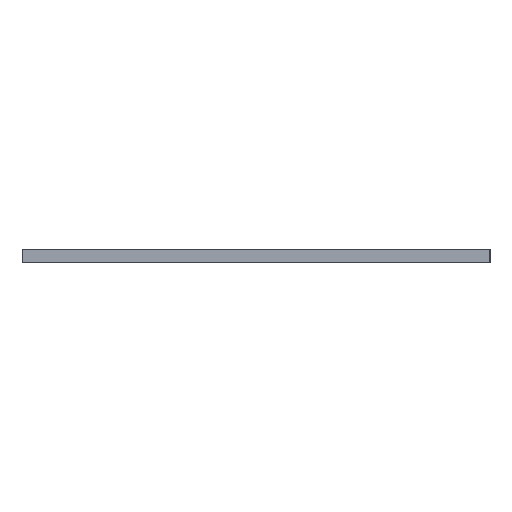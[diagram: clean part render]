
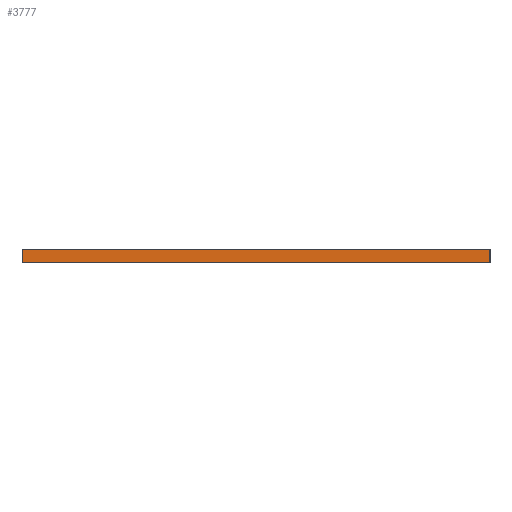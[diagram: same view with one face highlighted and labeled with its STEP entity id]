
A CAD part, left-side view. The second image highlights one B-rep face of the part: STEP entity #3777.
In plain terms, the highlighted planar face has unit normal (-1, 0, 0).
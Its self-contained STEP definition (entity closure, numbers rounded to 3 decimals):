
#238 = DIRECTION ( 'NONE',  ( 0., 0., -1. ) ) ;
#674 = VECTOR ( 'NONE', #4147, 1000. ) ;
#683 = VECTOR ( 'NONE', #5697, 1000. ) ;
#822 = CARTESIAN_POINT ( 'NONE',  ( 0., 121., 3. ) ) ;
#924 = CARTESIAN_POINT ( 'NONE',  ( 0., 121., 3. ) ) ;
#1273 = EDGE_LOOP ( 'NONE', ( #1875, #5297, #3640, #3266 ) ) ;
#1540 = DIRECTION ( 'NONE',  ( 1., 0., 0. ) ) ;
#1605 = EDGE_CURVE ( 'NONE', #5378, #3125, #4180, .T. ) ;
#1875 = ORIENTED_EDGE ( 'NONE', *, *, #1605, .T. ) ;
#2388 = FACE_OUTER_BOUND ( 'NONE', #1273, .T. ) ;
#2389 = CARTESIAN_POINT ( 'NONE',  ( 0., 18., 3. ) ) ;
#2507 = DIRECTION ( 'NONE',  ( 0., 0., -1. ) ) ;
#2518 = EDGE_CURVE ( 'NONE', #2670, #5378, #4945, .T. ) ;
#2595 = EDGE_CURVE ( 'NONE', #5283, #3125, #3225, .T. ) ;
#2670 = VERTEX_POINT ( 'NONE', #3402 ) ;
#2935 = PLANE ( 'NONE',  #3792 ) ;
#3125 = VERTEX_POINT ( 'NONE', #5715 ) ;
#3225 = LINE ( 'NONE', #5599, #3499 ) ;
#3266 = ORIENTED_EDGE ( 'NONE', *, *, #2518, .T. ) ;
#3402 = CARTESIAN_POINT ( 'NONE',  ( 0., 121., 3. ) ) ;
#3499 = VECTOR ( 'NONE', #238, 1000. ) ;
#3640 = ORIENTED_EDGE ( 'NONE', *, *, #5845, .F. ) ;
#3777 = ADVANCED_FACE ( 'NONE', ( #2388 ), #2935, .F. ) ;
#3792 = AXIS2_PLACEMENT_3D ( 'NONE', #924, #1540, #5851 ) ;
#4147 = DIRECTION ( 'NONE',  ( 0., -1., 0. ) ) ;
#4180 = LINE ( 'NONE', #5665, #683 ) ;
#4655 = VECTOR ( 'NONE', #2507, 1000. ) ;
#4945 = LINE ( 'NONE', #5497, #4655 ) ;
#5246 = LINE ( 'NONE', #822, #674 ) ;
#5283 = VERTEX_POINT ( 'NONE', #2389 ) ;
#5297 = ORIENTED_EDGE ( 'NONE', *, *, #2595, .F. ) ;
#5378 = VERTEX_POINT ( 'NONE', #6081 ) ;
#5497 = CARTESIAN_POINT ( 'NONE',  ( 0., 121., 3. ) ) ;
#5599 = CARTESIAN_POINT ( 'NONE',  ( 0., 18., 3. ) ) ;
#5665 = CARTESIAN_POINT ( 'NONE',  ( 0., 121., 0. ) ) ;
#5697 = DIRECTION ( 'NONE',  ( 0., -1., 0. ) ) ;
#5715 = CARTESIAN_POINT ( 'NONE',  ( 0., 18., 0. ) ) ;
#5845 = EDGE_CURVE ( 'NONE', #2670, #5283, #5246, .T. ) ;
#5851 = DIRECTION ( 'NONE',  ( 0., 0., -1. ) ) ;
#6081 = CARTESIAN_POINT ( 'NONE',  ( 0., 121., 0. ) ) ;
